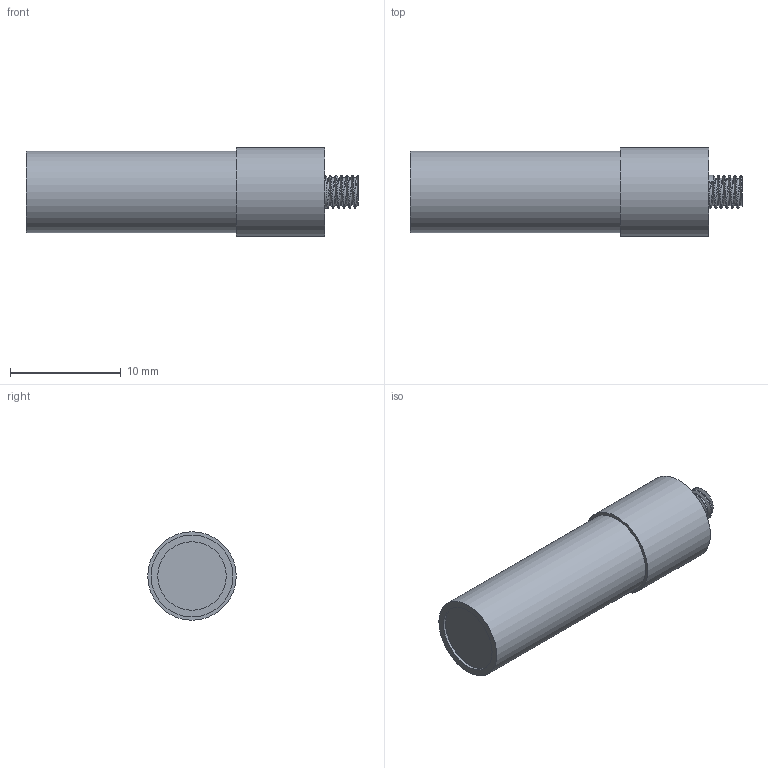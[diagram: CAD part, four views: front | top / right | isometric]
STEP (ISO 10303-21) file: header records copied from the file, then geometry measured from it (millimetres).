
FILE_DESCRIPTION(/* description */ (''),/* implementation_level */ '2;1');
FILE_NAME(/* name */ 'EX-4HA.stp',/* time_stamp */ '2023-04-10T10:17:43+08:00',/* author */ (''),/* organization */ (''),/* preprocessor_version */ 'ST-DEVELOPER v16.7',/* originating_system */ 'SIEMENS PLM Software NX 12.0',/* authorisation */ '');
FILE_SCHEMA (('AUTOMOTIVE_DESIGN { 1 0 10303 214 3 1 1 1 }'));
Length unit declared in the file: millimetre
Products named in the file (1): EX-4HA
Bounding box: 30 x 8 x 8 mm (x, y, z)
Volume: 1229.4 mm3; surface area: 786.7 mm2
Topology: 1 solids, 1 shells, 14 faces, 28 edges, 19 vertices
Faces by surface type: plane 6, cylinder 5, bspline 3
Full cylindrical faces by diameter (mm): 6.2 x1, 7.4 x1, 8 x1
Entity records: 2450 total; most frequent: CARTESIAN_POINT 2171, ORIENTED_EDGE 48, DIRECTION 45, EDGE_CURVE 24, AXIS2_PLACEMENT_3D 21, EDGE_LOOP 20, VERTEX_POINT 18, ADVANCED_FACE 14
